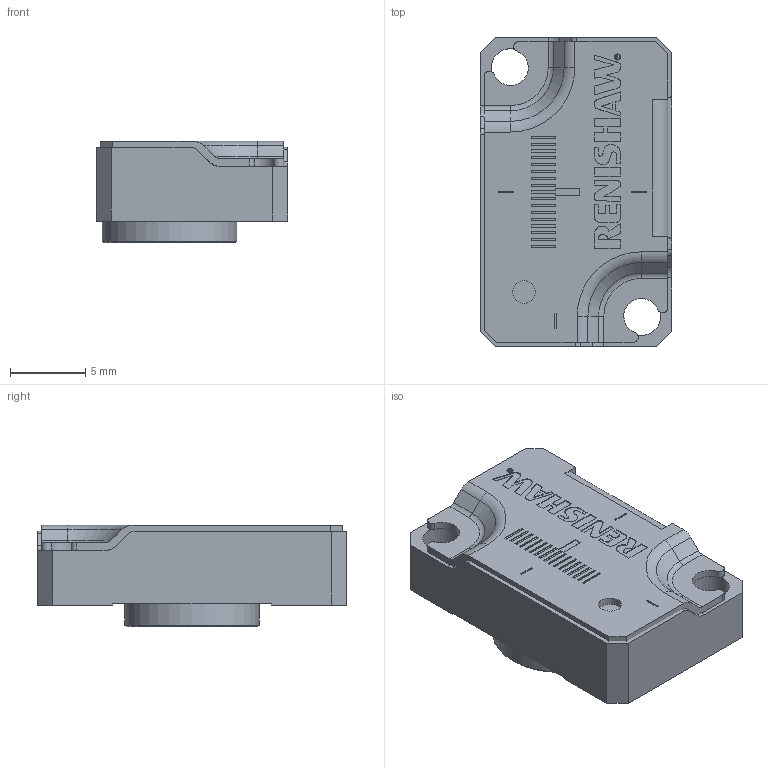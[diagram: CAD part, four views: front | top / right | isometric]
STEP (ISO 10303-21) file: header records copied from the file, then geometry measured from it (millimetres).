
FILE_DESCRIPTION(/* description */ (''),/* implementation_level */ '2;1');
FILE_NAME(/* name */ 'ATOM 40um FPC.stp',/* time_stamp */ '2014-02-17T15:35:02+00:00',/* author */ (''),/* organization */ (''),/* preprocessor_version */ 'ST-DEVELOPER v11',/* originating_system */ 'SIEMENS PLM Software NX 7.5',/* authorisation */ '');
FILE_SCHEMA (('AUTOMOTIVE_DESIGN { 1 0 10303 214 1 1 1 1 }'));
Length unit declared in the file: millimetre
Products named in the file (1): M-9693-2500-01_A
Bounding box: 12.7 x 20.5 x 6.73 mm (x, y, z)
Volume: 1022.9 mm3; surface area: 1692.2 mm2
Topology: 3 solids, 3 shells, 1494 faces, 4170 edges, 2740 vertices
Faces by surface type: plane 1280, cylinder 153, extrusion 48, torus 8, cone 5
Full cylindrical faces by diameter (mm): 1.5 x1, 2.55 x2, 7.5 x1, 8.949 x1
Entity records: 52422 total; most frequent: CARTESIAN_POINT 11380, ORIENTED_EDGE 8318, DIRECTION 6907, EDGE_CURVE 4159, VECTOR 3269, LINE 3221, VERTEX_POINT 2738, AXIS2_PLACEMENT_3D 1819
